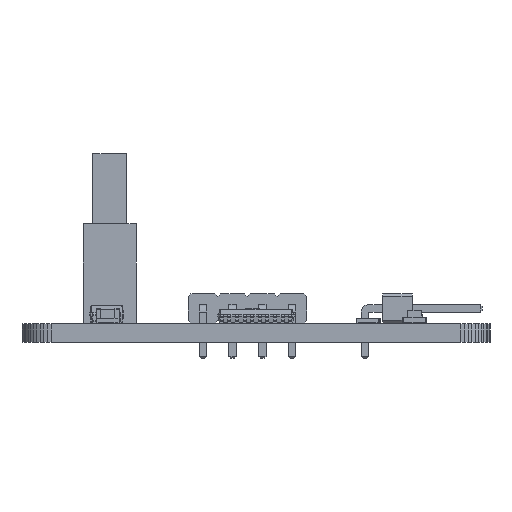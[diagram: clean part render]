
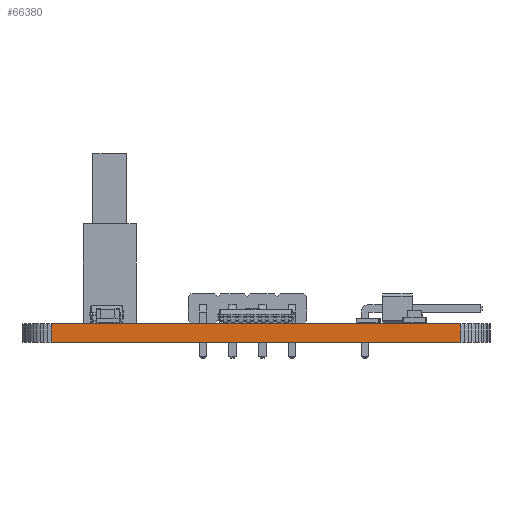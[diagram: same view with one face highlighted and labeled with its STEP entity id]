
A CAD part, left-side view. The second image highlights one B-rep face of the part: STEP entity #66380.
In plain terms, the highlighted planar face has unit normal (-1, 0, 0).
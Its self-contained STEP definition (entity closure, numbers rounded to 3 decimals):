
#47126 = PLANE('',#47127);
#47127 = AXIS2_PLACEMENT_3D('',#47128,#47129,#47130);
#47128 = CARTESIAN_POINT('',(157.5,-90.,1.58));
#47129 = DIRECTION('',(-0.,-0.,-1.));
#47130 = DIRECTION('',(-1.,0.,0.));
#47180 = PLANE('',#47181);
#47181 = AXIS2_PLACEMENT_3D('',#47182,#47183,#47184);
#47182 = CARTESIAN_POINT('',(157.5,-90.,0.));
#47183 = DIRECTION('',(-0.,-0.,-1.));
#47184 = DIRECTION('',(-1.,0.,0.));
#48297 = VERTEX_POINT('',#48298);
#48298 = CARTESIAN_POINT('',(127.5,-107.5,0.));
#48312 = PLANE('',#48313);
#48313 = AXIS2_PLACEMENT_3D('',#48314,#48315,#48316);
#48314 = CARTESIAN_POINT('',(127.521,-107.826,0.));
#48315 = DIRECTION('',(-0.998,-0.065,0.));
#48316 = DIRECTION('',(-0.065,0.998,0.));
#48324 = EDGE_CURVE('',#48297,#48325,#48327,.T.);
#48325 = VERTEX_POINT('',#48326);
#48326 = CARTESIAN_POINT('',(127.5,-72.5,0.));
#48327 = SURFACE_CURVE('',#48328,(#48332,#48339),.PCURVE_S1.);
#48328 = LINE('',#48329,#48330);
#48329 = CARTESIAN_POINT('',(127.5,-107.5,0.));
#48330 = VECTOR('',#48331,1.);
#48331 = DIRECTION('',(0.,1.,0.));
#48332 = PCURVE('',#47180,#48333);
#48333 = DEFINITIONAL_REPRESENTATION('',(#48334),#48338);
#48334 = LINE('',#48335,#48336);
#48335 = CARTESIAN_POINT('',(30.,-17.5));
#48336 = VECTOR('',#48337,1.);
#48337 = DIRECTION('',(0.,1.));
#48338 = ( GEOMETRIC_REPRESENTATION_CONTEXT(2) 
PARAMETRIC_REPRESENTATION_CONTEXT() REPRESENTATION_CONTEXT('2D SPACE',''
  ) );
#48339 = PCURVE('',#48340,#48345);
#48340 = PLANE('',#48341);
#48341 = AXIS2_PLACEMENT_3D('',#48342,#48343,#48344);
#48342 = CARTESIAN_POINT('',(127.5,-107.5,0.));
#48343 = DIRECTION('',(-1.,0.,0.));
#48344 = DIRECTION('',(0.,1.,0.));
#48345 = DEFINITIONAL_REPRESENTATION('',(#48346),#48350);
#48346 = LINE('',#48347,#48348);
#48347 = CARTESIAN_POINT('',(0.,0.));
#48348 = VECTOR('',#48349,1.);
#48349 = DIRECTION('',(1.,0.));
#48350 = ( GEOMETRIC_REPRESENTATION_CONTEXT(2) 
PARAMETRIC_REPRESENTATION_CONTEXT() REPRESENTATION_CONTEXT('2D SPACE',''
  ) );
#48368 = PLANE('',#48369);
#48369 = AXIS2_PLACEMENT_3D('',#48370,#48371,#48372);
#48370 = CARTESIAN_POINT('',(127.5,-72.5,0.));
#48371 = DIRECTION('',(-0.998,0.065,0.));
#48372 = DIRECTION('',(0.065,0.998,0.));
#58182 = VERTEX_POINT('',#58183);
#58183 = CARTESIAN_POINT('',(127.5,-107.5,1.58));
#58204 = EDGE_CURVE('',#58182,#58205,#58207,.T.);
#58205 = VERTEX_POINT('',#58206);
#58206 = CARTESIAN_POINT('',(127.5,-72.5,1.58));
#58207 = SURFACE_CURVE('',#58208,(#58212,#58219),.PCURVE_S1.);
#58208 = LINE('',#58209,#58210);
#58209 = CARTESIAN_POINT('',(127.5,-107.5,1.58));
#58210 = VECTOR('',#58211,1.);
#58211 = DIRECTION('',(0.,1.,0.));
#58212 = PCURVE('',#47126,#58213);
#58213 = DEFINITIONAL_REPRESENTATION('',(#58214),#58218);
#58214 = LINE('',#58215,#58216);
#58215 = CARTESIAN_POINT('',(30.,-17.5));
#58216 = VECTOR('',#58217,1.);
#58217 = DIRECTION('',(0.,1.));
#58218 = ( GEOMETRIC_REPRESENTATION_CONTEXT(2) 
PARAMETRIC_REPRESENTATION_CONTEXT() REPRESENTATION_CONTEXT('2D SPACE',''
  ) );
#58219 = PCURVE('',#48340,#58220);
#58220 = DEFINITIONAL_REPRESENTATION('',(#58221),#58225);
#58221 = LINE('',#58222,#58223);
#58222 = CARTESIAN_POINT('',(0.,-1.58));
#58223 = VECTOR('',#58224,1.);
#58224 = DIRECTION('',(1.,0.));
#58225 = ( GEOMETRIC_REPRESENTATION_CONTEXT(2) 
PARAMETRIC_REPRESENTATION_CONTEXT() REPRESENTATION_CONTEXT('2D SPACE',''
  ) );
#66330 = EDGE_CURVE('',#48325,#58205,#66331,.T.);
#66331 = SURFACE_CURVE('',#66332,(#66336,#66343),.PCURVE_S1.);
#66332 = LINE('',#66333,#66334);
#66333 = CARTESIAN_POINT('',(127.5,-72.5,0.));
#66334 = VECTOR('',#66335,1.);
#66335 = DIRECTION('',(0.,0.,1.));
#66336 = PCURVE('',#48368,#66337);
#66337 = DEFINITIONAL_REPRESENTATION('',(#66338),#66342);
#66338 = LINE('',#66339,#66340);
#66339 = CARTESIAN_POINT('',(0.,0.));
#66340 = VECTOR('',#66341,1.);
#66341 = DIRECTION('',(0.,-1.));
#66342 = ( GEOMETRIC_REPRESENTATION_CONTEXT(2) 
PARAMETRIC_REPRESENTATION_CONTEXT() REPRESENTATION_CONTEXT('2D SPACE',''
  ) );
#66343 = PCURVE('',#48340,#66344);
#66344 = DEFINITIONAL_REPRESENTATION('',(#66345),#66349);
#66345 = LINE('',#66346,#66347);
#66346 = CARTESIAN_POINT('',(35.,0.));
#66347 = VECTOR('',#66348,1.);
#66348 = DIRECTION('',(0.,-1.));
#66349 = ( GEOMETRIC_REPRESENTATION_CONTEXT(2) 
PARAMETRIC_REPRESENTATION_CONTEXT() REPRESENTATION_CONTEXT('2D SPACE',''
  ) );
#66380 = ADVANCED_FACE('',(#66381),#48340,.T.);
#66381 = FACE_BOUND('',#66382,.T.);
#66382 = EDGE_LOOP('',(#66383,#66404,#66405,#66406));
#66383 = ORIENTED_EDGE('',*,*,#66384,.T.);
#66384 = EDGE_CURVE('',#48297,#58182,#66385,.T.);
#66385 = SURFACE_CURVE('',#66386,(#66390,#66397),.PCURVE_S1.);
#66386 = LINE('',#66387,#66388);
#66387 = CARTESIAN_POINT('',(127.5,-107.5,0.));
#66388 = VECTOR('',#66389,1.);
#66389 = DIRECTION('',(0.,0.,1.));
#66390 = PCURVE('',#48340,#66391);
#66391 = DEFINITIONAL_REPRESENTATION('',(#66392),#66396);
#66392 = LINE('',#66393,#66394);
#66393 = CARTESIAN_POINT('',(0.,0.));
#66394 = VECTOR('',#66395,1.);
#66395 = DIRECTION('',(0.,-1.));
#66396 = ( GEOMETRIC_REPRESENTATION_CONTEXT(2) 
PARAMETRIC_REPRESENTATION_CONTEXT() REPRESENTATION_CONTEXT('2D SPACE',''
  ) );
#66397 = PCURVE('',#48312,#66398);
#66398 = DEFINITIONAL_REPRESENTATION('',(#66399),#66403);
#66399 = LINE('',#66400,#66401);
#66400 = CARTESIAN_POINT('',(0.327,0.));
#66401 = VECTOR('',#66402,1.);
#66402 = DIRECTION('',(0.,-1.));
#66403 = ( GEOMETRIC_REPRESENTATION_CONTEXT(2) 
PARAMETRIC_REPRESENTATION_CONTEXT() REPRESENTATION_CONTEXT('2D SPACE',''
  ) );
#66404 = ORIENTED_EDGE('',*,*,#58204,.T.);
#66405 = ORIENTED_EDGE('',*,*,#66330,.F.);
#66406 = ORIENTED_EDGE('',*,*,#48324,.F.);
